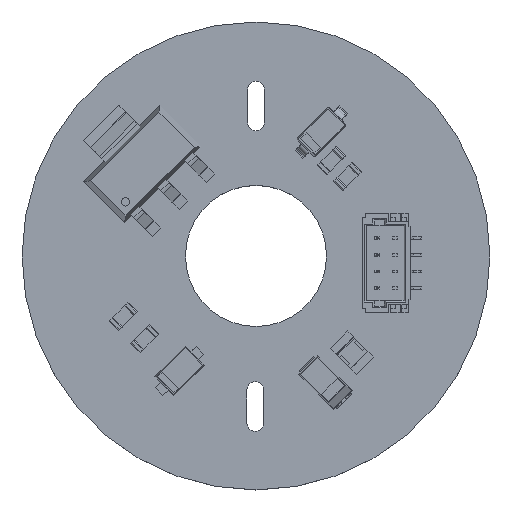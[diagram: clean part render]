
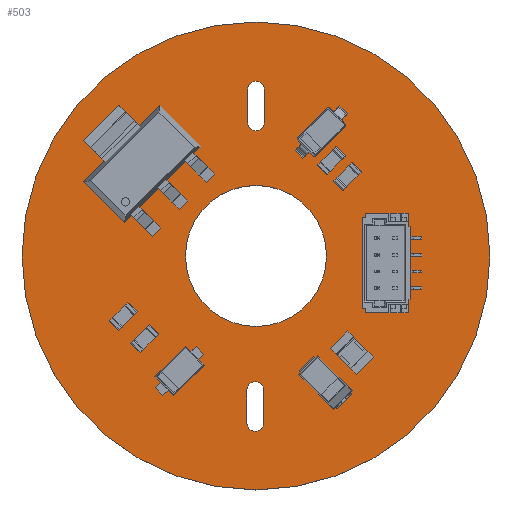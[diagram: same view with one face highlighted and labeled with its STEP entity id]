
A CAD part, top view. The second image highlights one B-rep face of the part: STEP entity #503.
In plain terms, the highlighted planar face has unit normal (0, 0, 1).
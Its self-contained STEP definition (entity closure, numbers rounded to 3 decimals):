
#54 = VERTEX_POINT('',#55);
#55 = CARTESIAN_POINT('',(94.208,-58.668,0.));
#71 = EDGE_CURVE('',#54,#54,#72,.T.);
#72 = CIRCLE('',#73,14.1);
#73 = AXIS2_PLACEMENT_3D('',#74,#75,#76);
#74 = CARTESIAN_POINT('',(80.108,-58.668,0.));
#75 = DIRECTION('',(0.,0.,1.));
#76 = DIRECTION('',(1.,0.,0.));
#87 = VERTEX_POINT('',#88);
#88 = CARTESIAN_POINT('',(80.061,-69.242,0.));
#106 = VERTEX_POINT('',#107);
#107 = CARTESIAN_POINT('',(80.561,-68.742,0.));
#113 = EDGE_CURVE('',#87,#106,#114,.T.);
#114 = CIRCLE('',#115,0.5);
#115 = AXIS2_PLACEMENT_3D('',#116,#117,#118);
#116 = CARTESIAN_POINT('',(80.061,-68.742,0.));
#117 = DIRECTION('',(0.,0.,1.));
#118 = DIRECTION('',(0.,-1.,0.));
#138 = VERTEX_POINT('',#139);
#139 = CARTESIAN_POINT('',(80.561,-66.742,0.));
#145 = EDGE_CURVE('',#106,#138,#146,.T.);
#146 = LINE('',#147,#148);
#147 = CARTESIAN_POINT('',(80.561,-68.742,0.));
#148 = VECTOR('',#149,1.);
#149 = DIRECTION('',(0.,1.,0.));
#170 = VERTEX_POINT('',#171);
#171 = CARTESIAN_POINT('',(80.061,-66.242,0.));
#177 = EDGE_CURVE('',#138,#170,#178,.T.);
#178 = CIRCLE('',#179,0.5);
#179 = AXIS2_PLACEMENT_3D('',#180,#181,#182);
#180 = CARTESIAN_POINT('',(80.061,-66.742,0.));
#181 = DIRECTION('',(0.,0.,1.));
#182 = DIRECTION('',(1.,0.,0.));
#203 = VERTEX_POINT('',#204);
#204 = CARTESIAN_POINT('',(79.561,-66.742,0.));
#210 = EDGE_CURVE('',#170,#203,#211,.T.);
#211 = CIRCLE('',#212,0.5);
#212 = AXIS2_PLACEMENT_3D('',#213,#214,#215);
#213 = CARTESIAN_POINT('',(80.061,-66.742,0.));
#214 = DIRECTION('',(0.,0.,1.));
#215 = DIRECTION('',(0.,1.,-0.));
#235 = VERTEX_POINT('',#236);
#236 = CARTESIAN_POINT('',(79.561,-68.742,0.));
#242 = EDGE_CURVE('',#203,#235,#243,.T.);
#243 = LINE('',#244,#245);
#244 = CARTESIAN_POINT('',(79.561,-66.742,0.));
#245 = VECTOR('',#246,1.);
#246 = DIRECTION('',(0.,-1.,0.));
#265 = EDGE_CURVE('',#235,#87,#266,.T.);
#266 = CIRCLE('',#267,0.5);
#267 = AXIS2_PLACEMENT_3D('',#268,#269,#270);
#268 = CARTESIAN_POINT('',(80.061,-68.742,0.));
#269 = DIRECTION('',(0.,0.,1.));
#270 = DIRECTION('',(-1.,0.,0.));
#281 = VERTEX_POINT('',#282);
#282 = CARTESIAN_POINT('',(84.358,-58.668,0.));
#298 = EDGE_CURVE('',#281,#281,#299,.T.);
#299 = CIRCLE('',#300,4.25);
#300 = AXIS2_PLACEMENT_3D('',#301,#302,#303);
#301 = CARTESIAN_POINT('',(80.108,-58.668,0.));
#302 = DIRECTION('',(0.,0.,1.));
#303 = DIRECTION('',(1.,0.,0.));
#314 = VERTEX_POINT('',#315);
#315 = CARTESIAN_POINT('',(80.112,-48.132,0.));
#333 = VERTEX_POINT('',#334);
#334 = CARTESIAN_POINT('',(79.612,-48.632,0.));
#340 = EDGE_CURVE('',#314,#333,#341,.T.);
#341 = CIRCLE('',#342,0.5);
#342 = AXIS2_PLACEMENT_3D('',#343,#344,#345);
#343 = CARTESIAN_POINT('',(80.112,-48.632,0.));
#344 = DIRECTION('',(0.,-0.,1.));
#345 = DIRECTION('',(0.,1.,0.));
#365 = VERTEX_POINT('',#366);
#366 = CARTESIAN_POINT('',(79.612,-50.632,0.));
#372 = EDGE_CURVE('',#333,#365,#373,.T.);
#373 = LINE('',#374,#375);
#374 = CARTESIAN_POINT('',(79.612,-48.632,0.));
#375 = VECTOR('',#376,1.);
#376 = DIRECTION('',(0.,-1.,0.));
#397 = VERTEX_POINT('',#398);
#398 = CARTESIAN_POINT('',(80.112,-51.132,0.));
#404 = EDGE_CURVE('',#365,#397,#405,.T.);
#405 = CIRCLE('',#406,0.5);
#406 = AXIS2_PLACEMENT_3D('',#407,#408,#409);
#407 = CARTESIAN_POINT('',(80.112,-50.632,0.));
#408 = DIRECTION('',(0.,0.,1.));
#409 = DIRECTION('',(-1.,0.,0.));
#430 = VERTEX_POINT('',#431);
#431 = CARTESIAN_POINT('',(80.612,-50.632,0.));
#437 = EDGE_CURVE('',#397,#430,#438,.T.);
#438 = CIRCLE('',#439,0.5);
#439 = AXIS2_PLACEMENT_3D('',#440,#441,#442);
#440 = CARTESIAN_POINT('',(80.112,-50.632,0.));
#441 = DIRECTION('',(0.,0.,1.));
#442 = DIRECTION('',(0.,-1.,0.));
#462 = VERTEX_POINT('',#463);
#463 = CARTESIAN_POINT('',(80.612,-48.632,0.));
#469 = EDGE_CURVE('',#430,#462,#470,.T.);
#470 = LINE('',#471,#472);
#471 = CARTESIAN_POINT('',(80.612,-50.632,0.));
#472 = VECTOR('',#473,1.);
#473 = DIRECTION('',(0.,1.,0.));
#492 = EDGE_CURVE('',#462,#314,#493,.T.);
#493 = CIRCLE('',#494,0.5);
#494 = AXIS2_PLACEMENT_3D('',#495,#496,#497);
#495 = CARTESIAN_POINT('',(80.112,-48.632,0.));
#496 = DIRECTION('',(-0.,0.,1.));
#497 = DIRECTION('',(1.,0.,0.));
#503 = ADVANCED_FACE('',(#504,#507,#515,#518),#526,.T.);
#504 = FACE_BOUND('',#505,.T.);
#505 = EDGE_LOOP('',(#506));
#506 = ORIENTED_EDGE('',*,*,#71,.T.);
#507 = FACE_BOUND('',#508,.T.);
#508 = EDGE_LOOP('',(#509,#510,#511,#512,#513,#514));
#509 = ORIENTED_EDGE('',*,*,#113,.F.);
#510 = ORIENTED_EDGE('',*,*,#265,.F.);
#511 = ORIENTED_EDGE('',*,*,#242,.F.);
#512 = ORIENTED_EDGE('',*,*,#210,.F.);
#513 = ORIENTED_EDGE('',*,*,#177,.F.);
#514 = ORIENTED_EDGE('',*,*,#145,.F.);
#515 = FACE_BOUND('',#516,.T.);
#516 = EDGE_LOOP('',(#517));
#517 = ORIENTED_EDGE('',*,*,#298,.F.);
#518 = FACE_BOUND('',#519,.T.);
#519 = EDGE_LOOP('',(#520,#521,#522,#523,#524,#525));
#520 = ORIENTED_EDGE('',*,*,#340,.F.);
#521 = ORIENTED_EDGE('',*,*,#492,.F.);
#522 = ORIENTED_EDGE('',*,*,#469,.F.);
#523 = ORIENTED_EDGE('',*,*,#437,.F.);
#524 = ORIENTED_EDGE('',*,*,#404,.F.);
#525 = ORIENTED_EDGE('',*,*,#372,.F.);
#526 = PLANE('',#527);
#527 = AXIS2_PLACEMENT_3D('',#528,#529,#530);
#528 = CARTESIAN_POINT('',(80.108,-58.668,0.));
#529 = DIRECTION('',(0.,0.,1.));
#530 = DIRECTION('',(1.,0.,0.));
